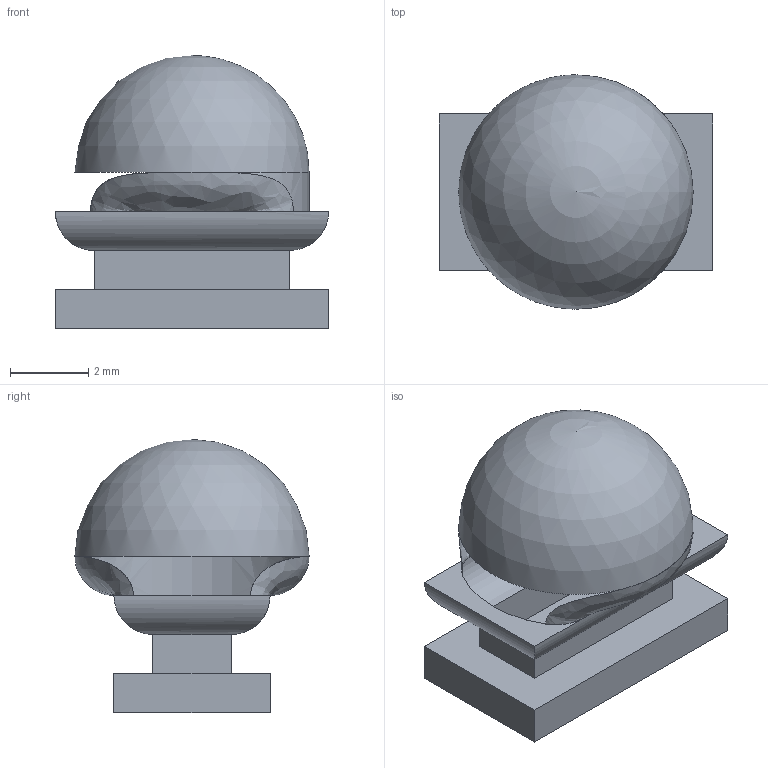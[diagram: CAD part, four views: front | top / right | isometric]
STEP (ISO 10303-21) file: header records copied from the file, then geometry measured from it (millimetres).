
FILE_DESCRIPTION(/* description */ (''),/* implementation_level */ '2;1');
FILE_NAME(/* name */ 'EduBot_BallCast.stp',/* time_stamp */ '2019-01-07T15:38:41+09:00',/* author */ ('tlsru'),/* organization */ (''),/* preprocessor_version */ 'ST-DEVELOPER v15.6',/* originating_system */ 'Autodesk Inventor 2015',/* authorisation */ '');
FILE_SCHEMA (('AUTOMOTIVE_DESIGN { 1 0 10303 214 3 1 1 }'));
Length unit declared in the file: millimetre
Products named in the file (1): EduBot_BallCast
Bounding box: 7 x 6 x 7 mm (x, y, z)
Volume: 144.8 mm3; surface area: 195.9 mm2
Topology: 1 solids, 1 shells, 21 faces, 51 edges, 32 vertices
Faces by surface type: plane 12, cylinder 6, bspline 2, sphere 1
Entity records: 826 total; most frequent: CARTESIAN_POINT 342, ORIENTED_EDGE 96, DIRECTION 88, EDGE_CURVE 48, LINE 32, VECTOR 32, VERTEX_POINT 30, AXIS2_PLACEMENT_3D 28
